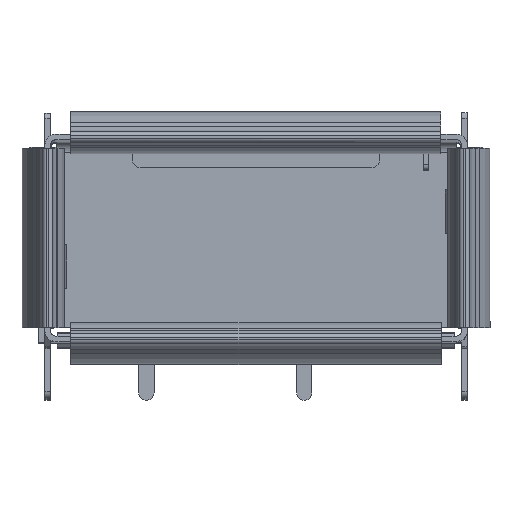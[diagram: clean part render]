
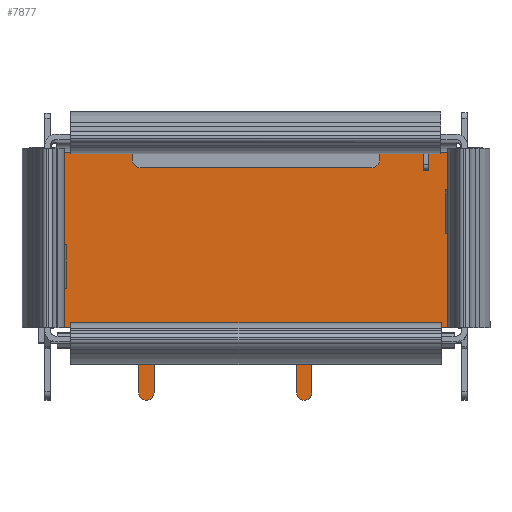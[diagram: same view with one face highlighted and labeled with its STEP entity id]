
A CAD part, top view. The second image highlights one B-rep face of the part: STEP entity #7877.
In plain terms, the highlighted planar face has unit normal (0, 0, 1).
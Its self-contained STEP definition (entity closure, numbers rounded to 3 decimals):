
#107=CARTESIAN_POINT('',(9.349,-0.5,-63.543));
#114=DIRECTION('',(1.,0.,0.));
#115=VECTOR('',#114,18.75);
#116=CARTESIAN_POINT('',(-9.401,-0.5,-63.543));
#117=LINE('',#116,#115);
#144=DIRECTION('',(0.,1.,0.));
#145=VECTOR('',#144,7.946);
#146=CARTESIAN_POINT('',(-9.401,-8.446,-63.543));
#147=LINE('',#146,#145);
#1642=DIRECTION('',(0.707,0.707,0.));
#1643=VECTOR('',#1642,1.191);
#1644=CARTESIAN_POINT('',(2.522,-9.288,
-63.543));
#1645=LINE('',#1644,#1643);
#1646=DIRECTION('',(0.,1.,0.));
#1647=VECTOR('',#1646,2.146);
#1648=CARTESIAN_POINT('',(2.522,-11.435,-63.543));
#1649=LINE('',#1648,#1647);
#1650=CARTESIAN_POINT('',(2.172,-11.435,-63.543));
#1651=DIRECTION('',(0.,0.,1.));
#1652=DIRECTION('',(-1.,0.,0.));
#1653=AXIS2_PLACEMENT_3D('',#1650,#1651,#1652);
#1655=DIRECTION('',(0.707,-0.707,0.));
#1656=VECTOR('',#1655,1.191);
#1657=CARTESIAN_POINT('',(0.979,-8.446,-63.543));
#1658=LINE('',#1657,#1656);
#1659=DIRECTION('',(0.707,0.707,0.));
#1660=VECTOR('',#1659,1.191);
#1661=CARTESIAN_POINT('',(-4.678,-9.288,
-63.543));
#1662=LINE('',#1661,#1660);
#1663=DIRECTION('',(0.,1.,0.));
#1664=VECTOR('',#1663,2.146);
#1665=CARTESIAN_POINT('',(-4.678,-11.435,-63.543));
#1666=LINE('',#1665,#1664);
#1667=CARTESIAN_POINT('',(-5.028,-11.435,-63.543));
#1668=DIRECTION('',(0.,0.,1.));
#1669=DIRECTION('',(-1.,0.,0.));
#1670=AXIS2_PLACEMENT_3D('',#1667,#1668,#1669);
#1672=DIRECTION('',(0.707,-0.707,0.));
#1673=VECTOR('',#1672,1.191);
#1674=CARTESIAN_POINT('',(-6.221,-8.446,-63.543));
#1675=LINE('',#1674,#1673);
#1676=DIRECTION('',(1.,0.,0.));
#1677=VECTOR('',#1676,3.181);
#1678=CARTESIAN_POINT('',(-9.401,-8.446,-63.543));
#1679=LINE('',#1678,#1677);
#1685=DIRECTION('',(0.,-1.,0.));
#1686=VECTOR('',#1685,7.946);
#1687=CARTESIAN_POINT('',(9.349,-0.5,-63.543));
#1688=LINE('',#1687,#1686);
#1718=DIRECTION('',(-1.,0.,0.));
#1719=VECTOR('',#1718,5.985);
#1720=CARTESIAN_POINT('',(9.349,-8.446,-63.543));
#1721=LINE('',#1720,#1719);
#4348=DIRECTION('',(0.,1.,0.));
#4349=VECTOR('',#4348,2.146);
#4350=CARTESIAN_POINT('',(1.822,-11.435,-63.543));
#4351=LINE('',#4350,#4349);
#4356=DIRECTION('',(-1.,0.,0.));
#4357=VECTOR('',#4356,4.815);
#4358=CARTESIAN_POINT('',(0.979,-8.446,-63.543));
#4359=LINE('',#4358,#4357);
#4388=DIRECTION('',(0.,1.,0.));
#4389=VECTOR('',#4388,2.146);
#4390=CARTESIAN_POINT('',(-5.378,-11.435,-63.543));
#4391=LINE('',#4390,#4389);
#5024=CARTESIAN_POINT('',(-9.401,-0.5,-63.543));
#5026=VERTEX_POINT('',#5024);
#5102=CARTESIAN_POINT('',(1.822,-11.435,-63.543));
#5103=VERTEX_POINT('',#5102);
#5104=CARTESIAN_POINT('',(2.522,-11.435,-63.543));
#5105=VERTEX_POINT('',#5104);
#5108=CARTESIAN_POINT('',(1.822,-9.288,-63.543));
#5109=VERTEX_POINT('',#5108);
#5329=CARTESIAN_POINT('',(-5.378,-11.435,-63.543));
#5330=VERTEX_POINT('',#5329);
#5331=CARTESIAN_POINT('',(-4.678,-11.435,-63.543));
#5332=VERTEX_POINT('',#5331);
#5345=CARTESIAN_POINT('',(-9.401,-8.446,-63.543));
#5346=VERTEX_POINT('',#5345);
#5347=CARTESIAN_POINT('',(-6.221,-8.446,-63.543));
#5348=VERTEX_POINT('',#5347);
#5399=VERTEX_POINT('',#107);
#5606=CARTESIAN_POINT('',(9.349,-8.446,-63.543));
#5607=VERTEX_POINT('',#5606);
#5608=CARTESIAN_POINT('',(3.364,-8.446,
-63.543));
#5609=VERTEX_POINT('',#5608);
#5610=CARTESIAN_POINT('',(2.522,-9.288,
-63.543));
#5611=VERTEX_POINT('',#5610);
#5612=CARTESIAN_POINT('',(0.979,-8.446,-63.543));
#5613=VERTEX_POINT('',#5612);
#5614=CARTESIAN_POINT('',(-3.836,-8.446,
-63.543));
#5615=VERTEX_POINT('',#5614);
#5616=CARTESIAN_POINT('',(-4.678,-9.288,
-63.543));
#5617=VERTEX_POINT('',#5616);
#5618=CARTESIAN_POINT('',(-5.378,-9.288,-63.543));
#5619=VERTEX_POINT('',#5618);
#7841=CARTESIAN_POINT('',(-0.028,-4.35,-63.543));
#7842=DIRECTION('',(0.,0.,-1.));
#7843=DIRECTION('',(-1.,0.,0.));
#7844=AXIS2_PLACEMENT_3D('',#7841,#7842,#7843);
#7845=PLANE('',#7844);
#7846=ORIENTED_EDGE('',*,*,#6385,.T.);
#7847=ORIENTED_EDGE('',*,*,#6343,.T.);
#7849=ORIENTED_EDGE('',*,*,#7848,.T.);
#7851=ORIENTED_EDGE('',*,*,#7850,.T.);
#7853=ORIENTED_EDGE('',*,*,#7852,.F.);
#7855=ORIENTED_EDGE('',*,*,#7854,.F.);
#7857=ORIENTED_EDGE('',*,*,#7856,.F.);
#7859=ORIENTED_EDGE('',*,*,#7858,.T.);
#7861=ORIENTED_EDGE('',*,*,#7860,.F.);
#7863=ORIENTED_EDGE('',*,*,#7862,.T.);
#7865=ORIENTED_EDGE('',*,*,#7864,.F.);
#7867=ORIENTED_EDGE('',*,*,#7866,.F.);
#7869=ORIENTED_EDGE('',*,*,#7868,.F.);
#7871=ORIENTED_EDGE('',*,*,#7870,.T.);
#7872=ORIENTED_EDGE('',*,*,#7831,.F.);
#7874=ORIENTED_EDGE('',*,*,#7873,.F.);
#7875=EDGE_LOOP('',(#7846,#7847,#7849,#7851,#7853,#7855,#7857,#7859,#7861,#7863,
#7865,#7867,#7869,#7871,#7872,#7874));
#7876=FACE_OUTER_BOUND('',#7875,.F.);
#7877=ADVANCED_FACE('',(#7876),#7845,.F.);
#1654=CIRCLE('',#1653,0.35);
#1671=CIRCLE('',#1670,0.35);
#6343=EDGE_CURVE('',#5026,#5399,#117,.T.);
#6385=EDGE_CURVE('',#5346,#5026,#147,.T.);
#7831=EDGE_CURVE('',#5348,#5619,#1675,.T.);
#7848=EDGE_CURVE('',#5399,#5607,#1688,.T.);
#7850=EDGE_CURVE('',#5607,#5609,#1721,.T.);
#7852=EDGE_CURVE('',#5611,#5609,#1645,.T.);
#7854=EDGE_CURVE('',#5105,#5611,#1649,.T.);
#7856=EDGE_CURVE('',#5103,#5105,#1654,.T.);
#7858=EDGE_CURVE('',#5103,#5109,#4351,.T.);
#7860=EDGE_CURVE('',#5613,#5109,#1658,.T.);
#7862=EDGE_CURVE('',#5613,#5615,#4359,.T.);
#7864=EDGE_CURVE('',#5617,#5615,#1662,.T.);
#7866=EDGE_CURVE('',#5332,#5617,#1666,.T.);
#7868=EDGE_CURVE('',#5330,#5332,#1671,.T.);
#7870=EDGE_CURVE('',#5330,#5619,#4391,.T.);
#7873=EDGE_CURVE('',#5346,#5348,#1679,.T.);
